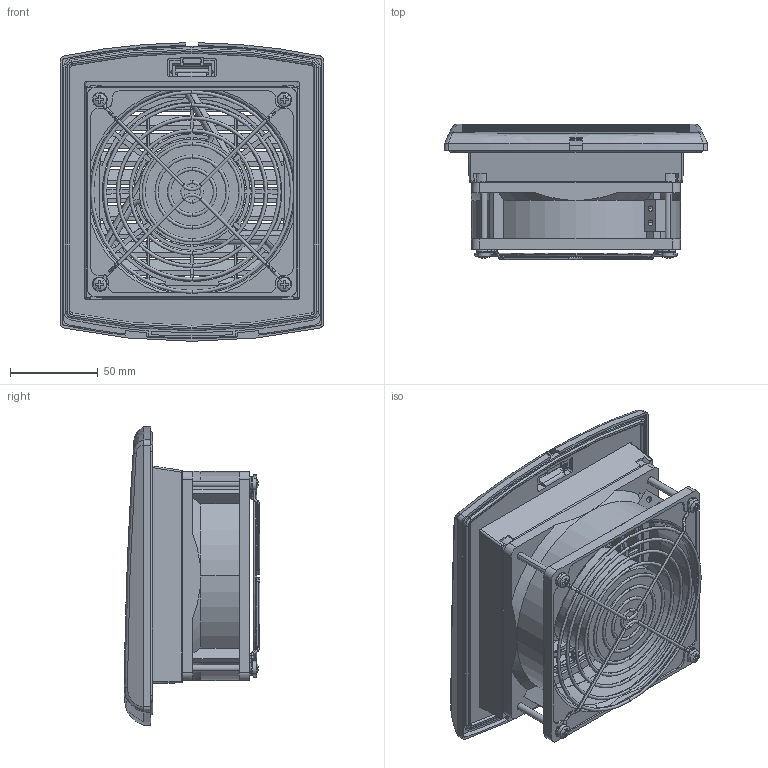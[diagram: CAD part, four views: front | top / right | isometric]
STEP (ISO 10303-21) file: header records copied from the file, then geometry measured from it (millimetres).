
FILE_DESCRIPTION(('STEP AP242'),'1');
FILE_NAME('filterfan_nsycvf85m115pf.stp','2019-10-09T06:22:04',('TraceParts'),('TraceParts S.A.'),'Spatial InterOp 3D',' ',' ');
FILE_SCHEMA(('AP242_MANAGED_MODEL_BASED_3D_ENGINEERING_MIM_LF {1 0 10303 442 1 1 4}'));
Length unit declared in the file: millimetre
Products named in the file (1): filterfan_nsycvf85m115pf_1
Bounding box: 150 x 77.15 x 169.98 mm (x, y, z)
Volume: 387472.9 mm3; surface area: 182499.9 mm2
Topology: 13 solids, 13 shells, 1380 faces, 4057 edges, 2580 vertices
Faces by surface type: plane 605, cylinder 420, torus 252, cone 61, bspline 28, sphere 14
Entity records: 50458 total; most frequent: CARTESIAN_POINT 14294, ORIENTED_EDGE 8106, DIRECTION 7086, EDGE_CURVE 4053, VERTEX_POINT 2580, AXIS2_PLACEMENT_3D 2521, LINE 2044, VECTOR 2044
